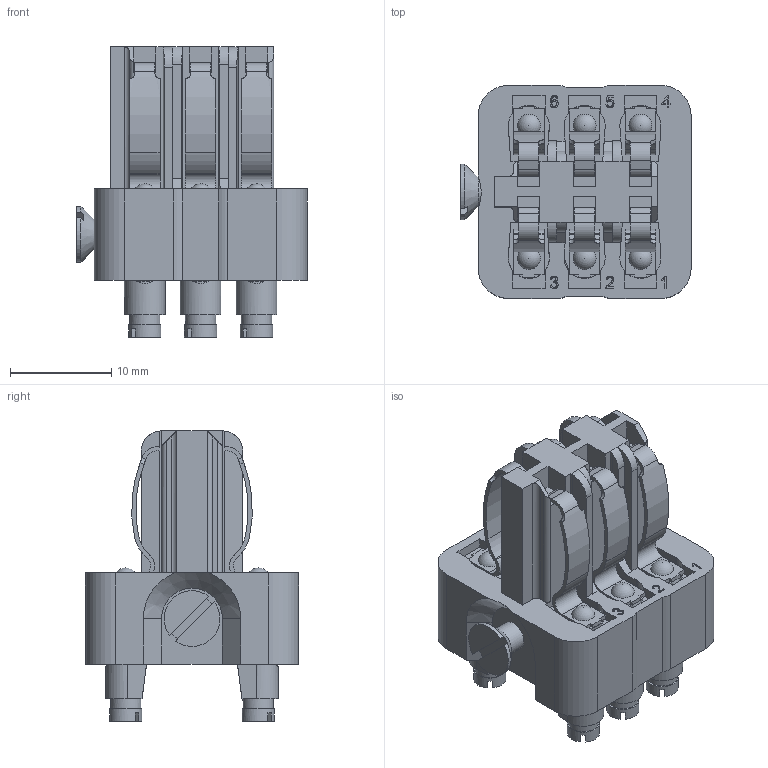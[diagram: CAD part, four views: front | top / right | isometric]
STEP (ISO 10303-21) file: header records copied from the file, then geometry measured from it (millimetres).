
FILE_DESCRIPTION(/* description */ (''),/* implementation_level */ '2;1');
FILE_NAME(/* name */ '100101763ugm000_b.stp',/* time_stamp */ '2019-09-23T15:40:26+02:00',/* author */ (''),/* organization */ (''),/* preprocessor_version */ 'ST-DEVELOPER v16.7',/* originating_system */ 'SIEMENS PLM Software NX 12.0',/* authorisation */ '');
FILE_SCHEMA (('AUTOMOTIVE_DESIGN { 1 0 10303 214 3 1 1 1 }'));
Length unit declared in the file: millimetre
Products named in the file (1): 100101763ugm000_b
Bounding box: 22.7 x 21 x 28.6 mm (x, y, z)
Volume: 5283.2 mm3; surface area: 4255.6 mm2
Topology: 1 solids, 1 shells, 760 faces, 2286 edges, 1617 vertices
Faces by surface type: plane 506, cylinder 185, bspline 22, extrusion 19, cone 16, sphere 12
Full cylindrical faces by diameter (mm): 0.455 x1, 0.538 x1, 2.4 x6, 2.9 x1, 3 x6, 3.19 x6
Entity records: 32200 total; most frequent: CARTESIAN_POINT 7090, ORIENTED_EDGE 4190, DIRECTION 3676, EDGE_CURVE 2095, VERTEX_POINT 1395, VECTOR 1390, LINE 1371, AXIS2_PLACEMENT_3D 1143
